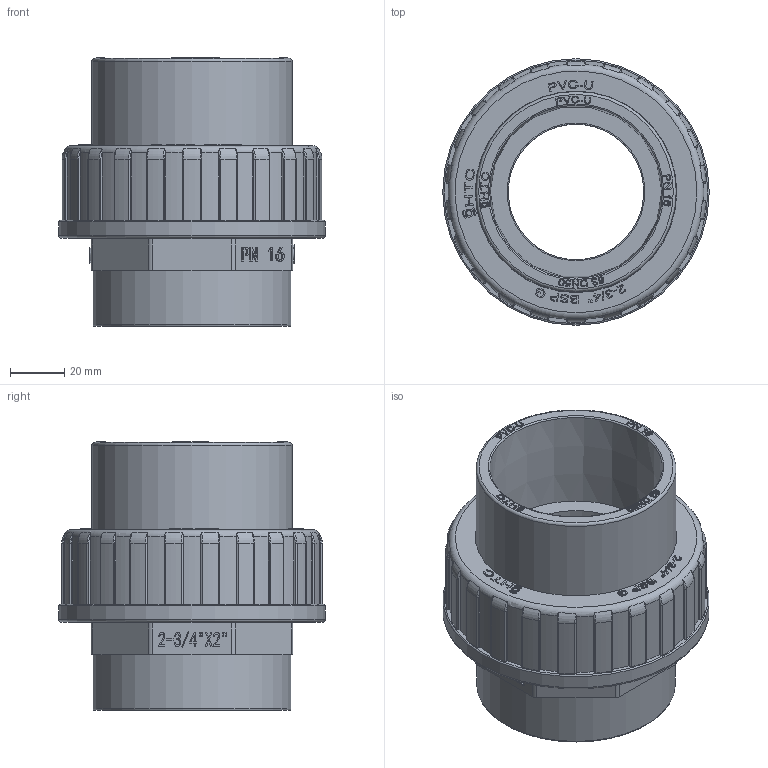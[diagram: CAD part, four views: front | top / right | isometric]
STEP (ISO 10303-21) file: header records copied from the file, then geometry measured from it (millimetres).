
FILE_DESCRIPTION(/* description */ (''),/* implementation_level */ '2;1');
FILE_NAME(/* name */ '63V型活接(内螺).stp',/* time_stamp */ '2024-07-09T10:41:09+08:00',/* author */ (''),/* organization */ (''),/* preprocessor_version */ 'ST-DEVELOPER v16',/* originating_system */ 'SIEMENS PLM Software NX 10.0',/* authorisation */ '');
FILE_SCHEMA (('AUTOMOTIVE_DESIGN { 1 0 10303 214 3 1 1 1 }'));
Length unit declared in the file: millimetre
Products named in the file (1): gelv166C8908bycc
Bounding box: 97.9 x 97.9 x 98.7 mm (x, y, z)
Volume: 258092.6 mm3; surface area: 94274.5 mm2
Topology: 4 solids, 4 shells, 2119 faces, 5987 edges, 3972 vertices
Faces by surface type: plane 1741, cylinder 171, extrusion 122, bspline 50, torus 34, cone 1
Full cylindrical faces by diameter (mm): 1.3 x1, 1.95 x1, 2 x1, 3 x1, 3.438 x1, 4.814 x1, 49.8 x1, 50.6 x1, 59.614 x11, 60 x2, 64 x1, 70 x2, 73 x1, 73.5 x1, 74 x1, 78 x1, 78.576 x18, 81.534 x10, 97.9 x1
Entity records: 77729 total; most frequent: CARTESIAN_POINT 25202, ORIENTED_EDGE 11650, DIRECTION 9409, EDGE_CURVE 5825, VECTOR 4979, LINE 4857, VERTEX_POINT 3884, EDGE_LOOP 2219
